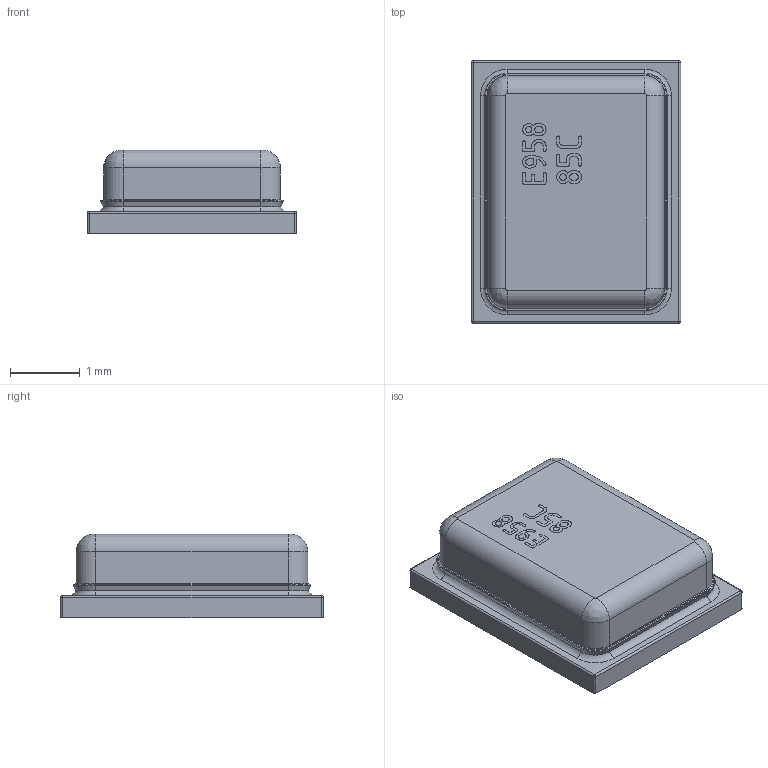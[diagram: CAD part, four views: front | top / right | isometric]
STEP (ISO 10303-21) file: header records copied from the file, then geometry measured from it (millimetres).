
FILE_DESCRIPTION(/* description */ (''),/* implementation_level */ '2;1');
FILE_NAME(/* name */ 'Knowles SPU0410LR5H-QB-7.step',/* time_stamp */ '2020-04-22T15:09:35+01:00',/* author */ (''),/* organization */ (''),/* preprocessor_version */ 'ST-DEVELOPER v18.1',/* originating_system */ 'Autodesk Translation Framework v9.2.0.1227',/* authorisation */ '');
FILE_SCHEMA (('AUTOMOTIVE_DESIGN { 1 0 10303 214 3 1 1 }'));
Length unit declared in the file: millimetre
Products named in the file (1): Knowles-SPU0410LR5H-QB-7
Bounding box: 3 x 3.76 x 1.2 mm (x, y, z)
Volume: 10.8 mm3; surface area: 36.3 mm2
Topology: 1 solids, 1 shells, 268 faces, 688 edges, 444 vertices
Faces by surface type: bspline 129, plane 83, cylinder 36, torus 12, sphere 4, cone 4
Full cylindrical faces by diameter (mm): 0.25 x1, 0.562 x2, 0.61 x1, 0.612 x1, 0.723 x2, 1.224 x1
Entity records: 9335 total; most frequent: CARTESIAN_POINT 3558, ORIENTED_EDGE 1376, DIRECTION 814, EDGE_CURVE 688, VERTEX_POINT 444, LINE 342, VECTOR 342, EDGE_LOOP 290
